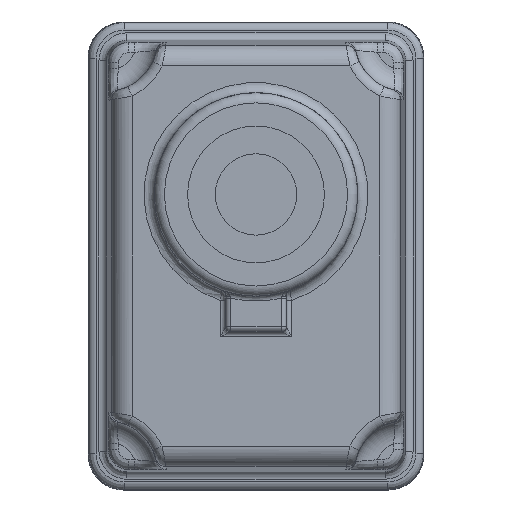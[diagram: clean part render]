
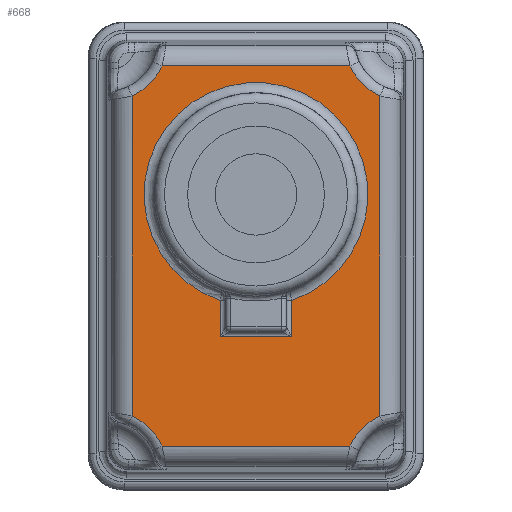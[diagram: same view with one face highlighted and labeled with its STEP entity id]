
A CAD part, left-side view. The second image highlights one B-rep face of the part: STEP entity #668.
In plain terms, the highlighted planar face has unit normal (-1, 0, 0).
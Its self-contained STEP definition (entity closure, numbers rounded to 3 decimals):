
#668=ADVANCED_FACE('',(#1519,#1520),#1521,.T.);
#1519=FACE_BOUND('',#3785,.T.);
#1520=FACE_OUTER_BOUND('',#3786,.T.);
#1521=PLANE('',#3787);
#3785=EDGE_LOOP('',(#10988,#10989,#10990,#10991));
#3786=EDGE_LOOP('',(#10992,#10993,#10994,#10995,#10996,#10997,#10998,#10999));
#3787=AXIS2_PLACEMENT_3D('',#11000,#11001,#11002);
#10988=ORIENTED_EDGE('',*,*,#12591,.T.);
#10989=ORIENTED_EDGE('',*,*,#12592,.T.);
#10990=ORIENTED_EDGE('',*,*,#12593,.T.);
#10991=ORIENTED_EDGE('',*,*,#12594,.T.);
#10992=ORIENTED_EDGE('',*,*,#12595,.T.);
#10993=ORIENTED_EDGE('',*,*,#12596,.T.);
#10994=ORIENTED_EDGE('',*,*,#12597,.T.);
#10995=ORIENTED_EDGE('',*,*,#12598,.T.);
#10996=ORIENTED_EDGE('',*,*,#12599,.T.);
#10997=ORIENTED_EDGE('',*,*,#12600,.T.);
#10998=ORIENTED_EDGE('',*,*,#12601,.T.);
#10999=ORIENTED_EDGE('',*,*,#12602,.T.);
#11000=CARTESIAN_POINT('',(27.8,0.,-12.1));
#11001=DIRECTION('',(-1.0,0.,0.));
#11002=DIRECTION('',(0.,0.,-1.0));
#12591=EDGE_CURVE('',#13735,#13736,#13737,.F.);
#12592=EDGE_CURVE('',#13736,#13738,#13739,.F.);
#12593=EDGE_CURVE('',#13738,#13740,#13741,.F.);
#12594=EDGE_CURVE('',#13740,#13735,#13742,.F.);
#12595=EDGE_CURVE('',#13743,#13744,#13745,.F.);
#12596=EDGE_CURVE('',#13744,#13746,#13747,.F.);
#12597=EDGE_CURVE('',#13746,#13748,#13749,.F.);
#12598=EDGE_CURVE('',#13748,#13750,#13751,.F.);
#12599=EDGE_CURVE('',#13750,#13752,#13753,.F.);
#12600=EDGE_CURVE('',#13752,#13754,#13755,.F.);
#12601=EDGE_CURVE('',#13754,#13756,#13757,.F.);
#12602=EDGE_CURVE('',#13756,#13743,#13758,.F.);
#13735=VERTEX_POINT('',#15790);
#13736=VERTEX_POINT('',#15791);
#13737=LINE('',#15792,#15793);
#13738=VERTEX_POINT('',#15794);
#13739=LINE('',#15795,#15796);
#13740=VERTEX_POINT('',#15797);
#13741=LINE('',#15798,#15799);
#13742=CIRCLE('',#15800,22.0);
#13743=VERTEX_POINT('',#15801);
#13744=VERTEX_POINT('',#15802);
#13745=LINE('',#15803,#15804);
#13746=VERTEX_POINT('',#15805);
#13747=CIRCLE('',#15806,12.0);
#13748=VERTEX_POINT('',#15807);
#13749=LINE('',#15808,#15809);
#13750=VERTEX_POINT('',#15810);
#13751=CIRCLE('',#15811,12.0);
#13752=VERTEX_POINT('',#15812);
#13753=LINE('',#15813,#15814);
#13754=VERTEX_POINT('',#15815);
#13755=CIRCLE('',#15816,12.0);
#13756=VERTEX_POINT('',#15817);
#13757=LINE('',#15818,#15819);
#13758=CIRCLE('',#15820,12.0);
#15790=CARTESIAN_POINT('',(27.8,-7.,-20.857));
#15791=CARTESIAN_POINT('',(27.8,-7.,-28.));
#15792=CARTESIAN_POINT('',(27.8,-7.,-27.));
#15793=VECTOR('',#17849,1.0);
#15794=CARTESIAN_POINT('',(27.8,7.,-28.));
#15795=CARTESIAN_POINT('',(27.8,7.,-28.));
#15796=VECTOR('',#17850,1.0);
#15797=CARTESIAN_POINT('',(27.8,7.,-20.857));
#15798=CARTESIAN_POINT('',(27.8,7.,-21.166));
#15799=VECTOR('',#17851,1.0);
#15800=AXIS2_PLACEMENT_3D('',#17852,#17853,#17854);
#15801=CARTESIAN_POINT('',(27.8,24.352,19.376));
#15802=CARTESIAN_POINT('',(27.8,24.352,-43.576));
#15803=CARTESIAN_POINT('',(27.8,24.352,-12.1));
#15804=VECTOR('',#17855,1.0);
#15805=CARTESIAN_POINT('',(27.8,18.476,-49.452));
#15806=AXIS2_PLACEMENT_3D('',#17856,#17857,#17858);
#15807=CARTESIAN_POINT('',(27.8,-18.476,-49.452));
#15808=CARTESIAN_POINT('',(27.8,0.,-49.452));
#15809=VECTOR('',#17859,1.0);
#15810=CARTESIAN_POINT('',(27.8,-24.352,-43.576));
#15811=AXIS2_PLACEMENT_3D('',#17860,#17861,#17862);
#15812=CARTESIAN_POINT('',(27.8,-24.352,19.376));
#15813=CARTESIAN_POINT('',(27.8,-24.352,-12.1));
#15814=VECTOR('',#17863,1.0);
#15815=CARTESIAN_POINT('',(27.8,-18.476,25.252));
#15816=AXIS2_PLACEMENT_3D('',#17864,#17865,#17866);
#15817=CARTESIAN_POINT('',(27.8,18.476,25.252));
#15818=CARTESIAN_POINT('',(27.8,0.,25.252));
#15819=VECTOR('',#17867,1.0);
#15820=AXIS2_PLACEMENT_3D('',#17868,#17869,#17870);
#17849=DIRECTION('',(0.,0.,1.0));
#17850=DIRECTION('',(0.,-1.0,0.0));
#17851=DIRECTION('',(0.,0.,-1.0));
#17852=CARTESIAN_POINT('',(27.8,0.,0.));
#17853=DIRECTION('',(-1.0,0.,0.));
#17854=DIRECTION('',(0.,0.,-1.0));
#17855=DIRECTION('',(0.,0.,1.0));
#17856=CARTESIAN_POINT('',(27.8,29.374,-54.474));
#17857=DIRECTION('',(-1.0,0.,0.));
#17858=DIRECTION('',(0.,0.,-1.0));
#17859=DIRECTION('',(0.,1.0,0.0));
#17860=CARTESIAN_POINT('',(27.8,-29.374,-54.474));
#17861=DIRECTION('',(-1.0,0.,0.));
#17862=DIRECTION('',(0.,0.,-1.0));
#17863=DIRECTION('',(0.,0.,-1.0));
#17864=CARTESIAN_POINT('',(27.8,-29.374,30.274));
#17865=DIRECTION('',(-1.0,0.,0.));
#17866=DIRECTION('',(0.,0.,-1.0));
#17867=DIRECTION('',(0.,-1.0,0.0));
#17868=CARTESIAN_POINT('',(27.8,29.374,30.274));
#17869=DIRECTION('',(-1.0,0.,0.));
#17870=DIRECTION('',(0.,0.,-1.0));
